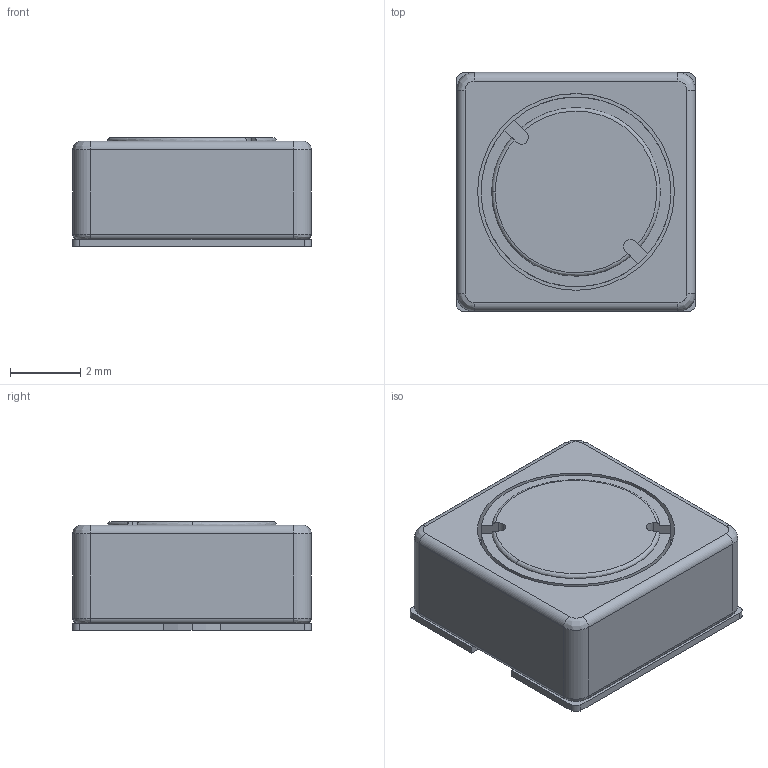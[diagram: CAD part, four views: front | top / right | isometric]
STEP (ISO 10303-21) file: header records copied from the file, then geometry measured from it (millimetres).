
FILE_DESCRIPTION (( 'STEP AP214' ), '1' );
FILE_NAME ('User Library-SRR6028.STEP', '2021-07-09T21:38:21', ( '' ), ( '' ), 'SwSTEP 2.0', 'SolidWorks 2021', '' );
FILE_SCHEMA (( 'AUTOMOTIVE_DESIGN' ));
Length unit declared in the file: millimetre
Products named in the file (1): User Library-SRR6028
Bounding box: 6.8 x 6.8 x 3.1 mm (x, y, z)
Volume: 136.8 mm3; surface area: 251.5 mm2
Topology: 3 solids, 3 shells, 69 faces, 164 edges, 104 vertices
Faces by surface type: plane 31, cylinder 27, bspline 11
Entity records: 2985 total; most frequent: CARTESIAN_POINT 602, DIRECTION 329, ORIENTED_EDGE 328, EDGE_CURVE 164, AXIS2_PLACEMENT_3D 121, VERTEX_POINT 104, VECTOR 87, LINE 87
